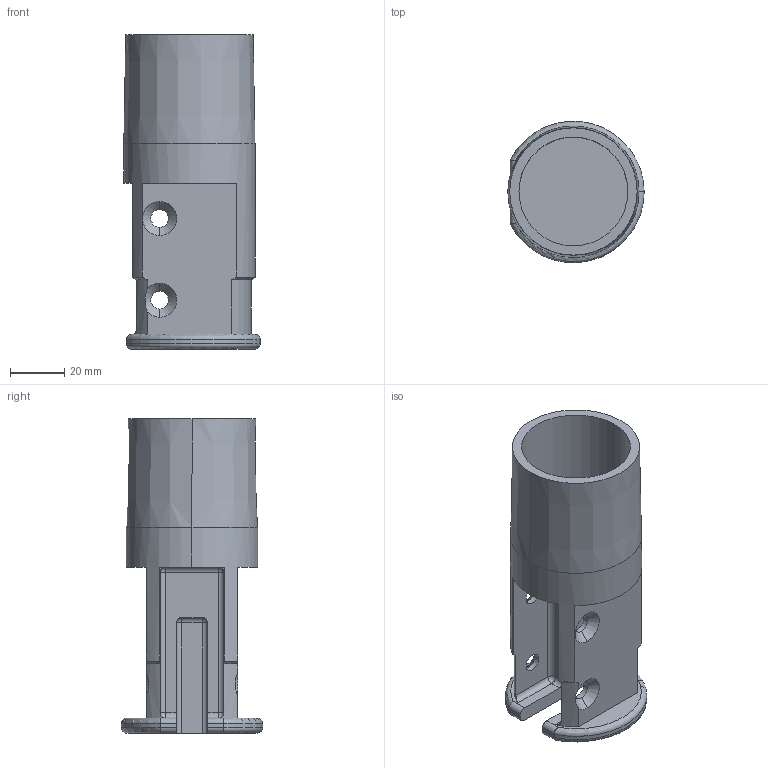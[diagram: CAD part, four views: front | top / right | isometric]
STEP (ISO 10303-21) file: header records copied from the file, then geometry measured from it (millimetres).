
FILE_DESCRIPTION (( 'STEP AP214' ), '1' );
FILE_NAME ('pied modif alu.STEP', '2021-06-29T22:12:45', ( '' ), ( '' ), 'SwSTEP 2.0', 'SolidWorks 2018', '' );
FILE_SCHEMA (( 'AUTOMOTIVE_DESIGN' ));
Length unit declared in the file: millimetre
Products named in the file (1): pied modif alu
Bounding box: 50.1 x 51.88 x 115.5 mm (x, y, z)
Volume: 92657.8 mm3; surface area: 31230.3 mm2
Topology: 1 solids, 1 shells, 81 faces, 221 edges, 135 vertices
Faces by surface type: cylinder 30, plane 23, cone 14, sphere 6, torus 4, bspline 4
Entity records: 2797 total; most frequent: CARTESIAN_POINT 706, DIRECTION 447, ORIENTED_EDGE 430, EDGE_CURVE 215, AXIS2_PLACEMENT_3D 174, VERTEX_POINT 135, VECTOR 99, LINE 99
